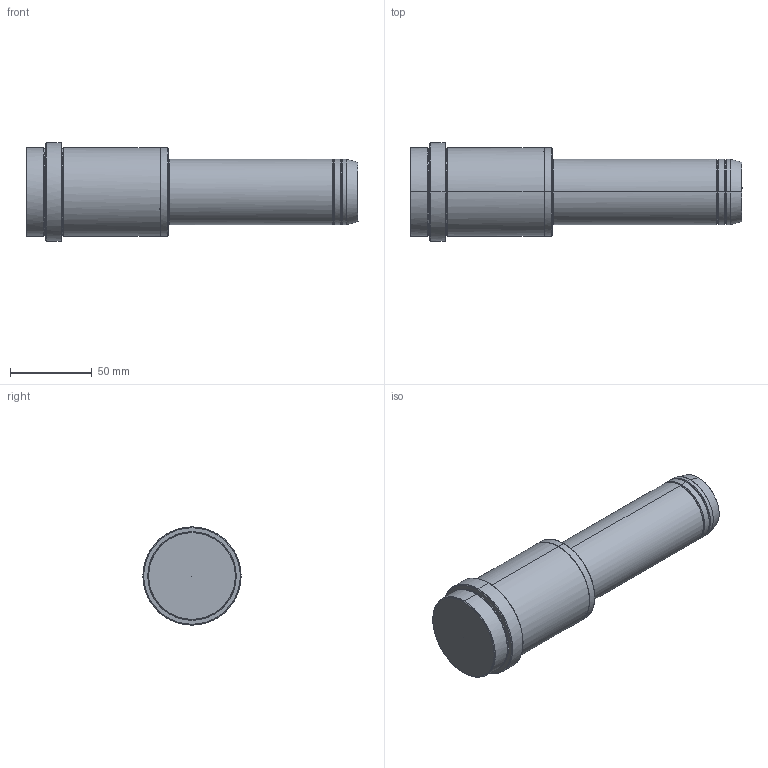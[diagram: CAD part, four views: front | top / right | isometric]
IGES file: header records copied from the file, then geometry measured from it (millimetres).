
Start section: Comment
Global section: file name: GC2S_40x75x116.igs; native system:  By Spatial Corp.; preprocessor: XPlus PS/IGES 3.0; author: Author; organization: Title; date: 20040918.195446; units: inch
Bounding box: 203 x 59.98 x 60 mm (x, y, z)
Surface area: 35029.7 mm2 (no closed solid volume)
Topology: 0 solids, 0 shells, 48 faces, 188 edges, 188 vertices
Faces by surface type: bspline 48
